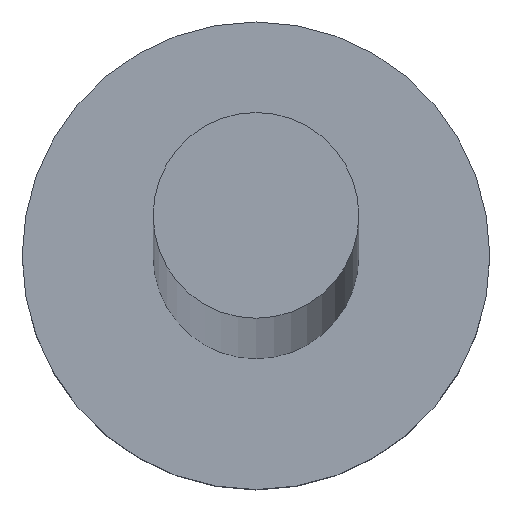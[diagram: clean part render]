
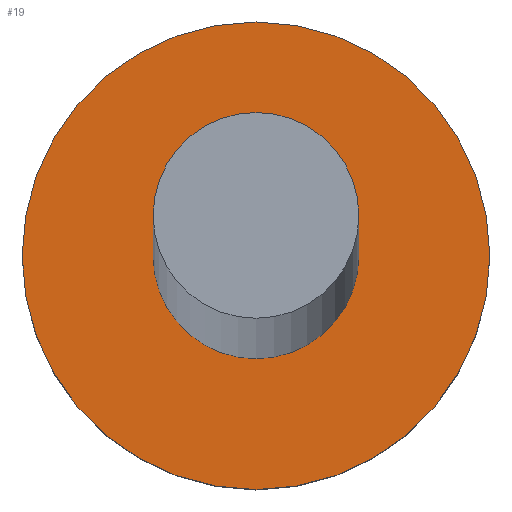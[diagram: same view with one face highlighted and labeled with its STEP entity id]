
A CAD part, top view. The second image highlights one B-rep face of the part: STEP entity #19.
In plain terms, the highlighted planar face has unit normal (0, 0, 1).
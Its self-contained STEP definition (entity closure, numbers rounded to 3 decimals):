
#1 = DIRECTION ( 'NONE',  ( 0., 0., 1. ) ) ;
#3 = VERTEX_POINT ( 'NONE', #113 ) ;
#4 = CARTESIAN_POINT ( 'NONE',  ( 0., 0., 1.2 ) ) ;
#7 = VERTEX_POINT ( 'NONE', #173 ) ;
#14 = EDGE_CURVE ( 'NONE', #196, #90, #37, .T. ) ;
#17 = AXIS2_PLACEMENT_3D ( 'NONE', #62, #146, #131 ) ;
#19 = ADVANCED_FACE ( 'NONE', ( #69, #240 ), #214, .T. ) ;
#21 = ORIENTED_EDGE ( 'NONE', *, *, #237, .F. ) ;
#34 = EDGE_LOOP ( 'NONE', ( #70, #234 ) ) ;
#35 = CARTESIAN_POINT ( 'NONE',  ( 0., 0., 1.2 ) ) ;
#37 = CIRCLE ( 'NONE', #190, 0.55 ) ;
#41 = DIRECTION ( 'NONE',  ( 1., 0., 0. ) ) ;
#43 = CARTESIAN_POINT ( 'NONE',  ( -0.55, 0., 1.2 ) ) ;
#52 = EDGE_CURVE ( 'NONE', #3, #7, #206, .T. ) ;
#62 = CARTESIAN_POINT ( 'NONE',  ( 0., 0., 1.2 ) ) ;
#64 = CIRCLE ( 'NONE', #175, 1.25 ) ;
#65 = CARTESIAN_POINT ( 'NONE',  ( 0.55, 0., 1.2 ) ) ;
#69 = FACE_BOUND ( 'NONE', #83, .T. ) ;
#70 = ORIENTED_EDGE ( 'NONE', *, *, #164, .T. ) ;
#81 = DIRECTION ( 'NONE',  ( 1., 0., 0. ) ) ;
#83 = EDGE_LOOP ( 'NONE', ( #21, #165 ) ) ;
#85 = AXIS2_PLACEMENT_3D ( 'NONE', #35, #91, #81 ) ;
#90 = VERTEX_POINT ( 'NONE', #43 ) ;
#91 = DIRECTION ( 'NONE',  ( 0., 0., 1. ) ) ;
#92 = AXIS2_PLACEMENT_3D ( 'NONE', #126, #162, #41 ) ;
#93 = DIRECTION ( 'NONE',  ( 1., 0., 0. ) ) ;
#105 = CARTESIAN_POINT ( 'NONE',  ( 0., 0., 1.2 ) ) ;
#113 = CARTESIAN_POINT ( 'NONE',  ( 1.25, 0., 1.2 ) ) ;
#126 = CARTESIAN_POINT ( 'NONE',  ( 0., 0., 1.2 ) ) ;
#130 = CIRCLE ( 'NONE', #17, 0.55 ) ;
#131 = DIRECTION ( 'NONE',  ( 1., 0., 0. ) ) ;
#135 = DIRECTION ( 'NONE',  ( 0., 0., 1. ) ) ;
#146 = DIRECTION ( 'NONE',  ( 0., 0., 1. ) ) ;
#162 = DIRECTION ( 'NONE',  ( 0., 0., 1. ) ) ;
#164 = EDGE_CURVE ( 'NONE', #7, #3, #64, .T. ) ;
#165 = ORIENTED_EDGE ( 'NONE', *, *, #14, .F. ) ;
#173 = CARTESIAN_POINT ( 'NONE',  ( -1.25, 0., 1.2 ) ) ;
#175 = AXIS2_PLACEMENT_3D ( 'NONE', #105, #1, #209 ) ;
#190 = AXIS2_PLACEMENT_3D ( 'NONE', #4, #135, #93 ) ;
#196 = VERTEX_POINT ( 'NONE', #65 ) ;
#206 = CIRCLE ( 'NONE', #92, 1.25 ) ;
#209 = DIRECTION ( 'NONE',  ( 1., 0., 0. ) ) ;
#214 = PLANE ( 'NONE',  #85 ) ;
#234 = ORIENTED_EDGE ( 'NONE', *, *, #52, .T. ) ;
#237 = EDGE_CURVE ( 'NONE', #90, #196, #130, .T. ) ;
#240 = FACE_OUTER_BOUND ( 'NONE', #34, .T. ) ;
